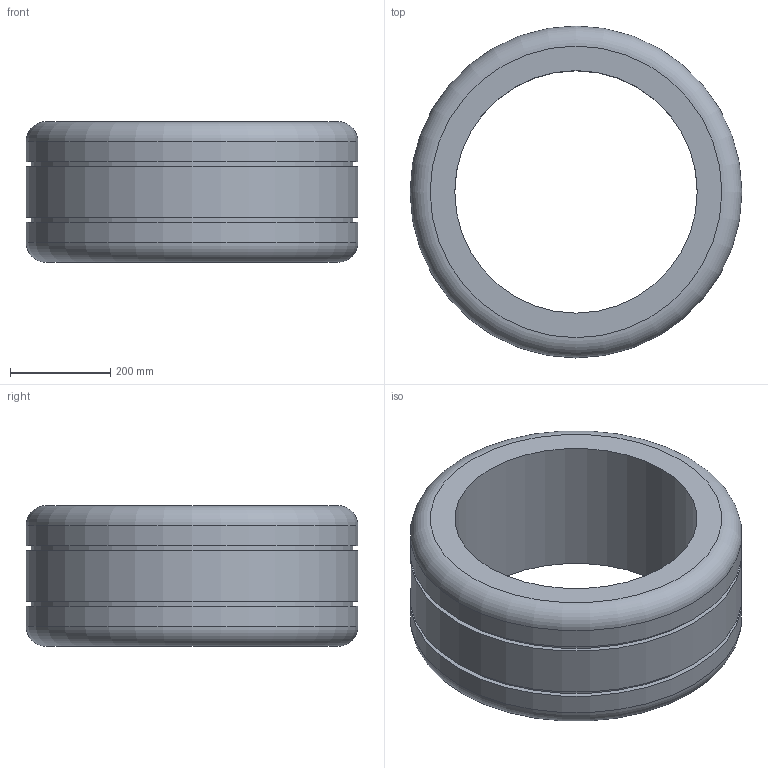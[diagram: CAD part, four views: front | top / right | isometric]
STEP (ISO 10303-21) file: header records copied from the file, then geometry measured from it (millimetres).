
FILE_DESCRIPTION((('zoo.dev export')), '2;1');
FILE_NAME('dump.step', '2024-12-03T16:53:47.860327662+00:00', ('Author unknown'), ('Organization unknown'), 'zoo.dev beta', 'zoo.dev', 'Authorization unknown');
FILE_SCHEMA(('AP203_CONFIGURATION_CONTROLLED_3D_DESIGN_OF_MECHANICAL_PARTS_AND_ASSEMBLIES_MIM_LF'));
Length unit declared in the file: metre
Products named in the file (1): UNIDENTIFIED_PRODUCT
Bounding box: 660.4 x 660.4 x 280 mm (x, y, z)
Volume: 42896737.5 mm3; surface area: 1332474.8 mm2
Topology: 1 solids, 1 shells, 14 faces, 22 edges, 14 vertices
Faces by surface type: plane 6, cylinder 6, torus 2
Full cylindrical faces by diameter (mm): 482.6 x1, 640.4 x2, 660.4 x3
Entity records: 357 total; most frequent: DIRECTION 66, CARTESIAN_POINT 56, AXIS2_PLACEMENT_3D 30, EDGE_CURVE 28, ORIENTED_EDGE 28, EDGE_LOOP 28, FACE_BOUND 28, CIRCLE 16
